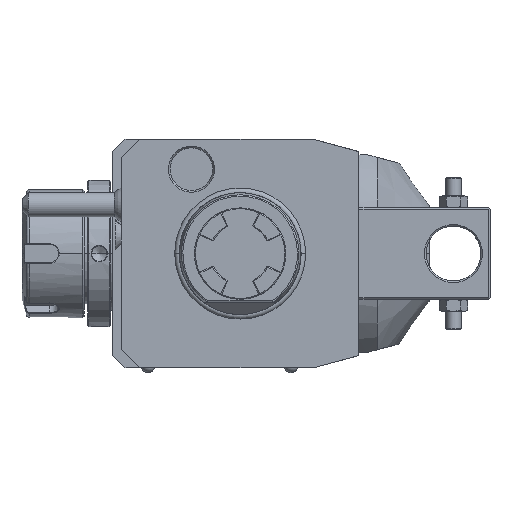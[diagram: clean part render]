
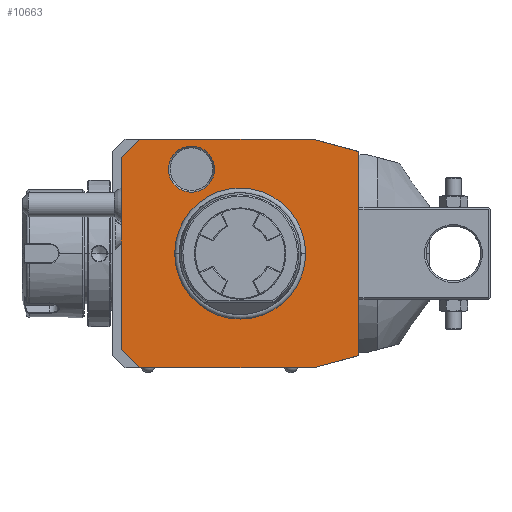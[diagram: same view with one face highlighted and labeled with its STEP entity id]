
A CAD part, front view. The second image highlights one B-rep face of the part: STEP entity #10663.
In plain terms, the highlighted planar face has unit normal (0, -1, 0).
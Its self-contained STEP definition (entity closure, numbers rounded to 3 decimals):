
#1=DIRECTION('',(-0.966,0.,0.259));
#2=VECTOR('',#1,15.529);
#3=CARTESIAN_POINT('',(39.,0.,33.481));
#4=LINE('',#3,#2);
#5=DIRECTION('',(0.,0.,1.));
#6=VECTOR('',#5,66.962);
#7=CARTESIAN_POINT('',(39.,0.,-33.481));
#8=LINE('',#7,#6);
#9=DIRECTION('',(0.966,0.,0.259));
#10=VECTOR('',#9,15.529);
#11=CARTESIAN_POINT('',(24.,0.,-37.5));
#12=LINE('',#11,#10);
#13=DIRECTION('',(1.,0.,0.));
#14=VECTOR('',#13,57.);
#15=CARTESIAN_POINT('',(-33.,0.,-37.5));
#16=LINE('',#15,#14);
#17=DIRECTION('',(0.707,0.,-0.707));
#18=VECTOR('',#17,8.485);
#19=CARTESIAN_POINT('',(-39.,0.,-31.5));
#20=LINE('',#19,#18);
#21=DIRECTION('',(0.,0.,-1.));
#22=VECTOR('',#21,63.);
#23=CARTESIAN_POINT('',(-39.,0.,31.5));
#24=LINE('',#23,#22);
#25=DIRECTION('',(-0.707,0.,-0.707));
#26=VECTOR('',#25,8.485);
#27=CARTESIAN_POINT('',(-33.,0.,37.5));
#28=LINE('',#27,#26);
#29=DIRECTION('',(-1.,0.,0.));
#30=VECTOR('',#29,57.);
#31=CARTESIAN_POINT('',(24.,0.,37.5));
#32=LINE('',#31,#30);
#33=CARTESIAN_POINT('',(-16.,0.,27.713));
#34=DIRECTION('',(0.,1.,0.));
#35=DIRECTION('',(1.,0.,0.));
#36=AXIS2_PLACEMENT_3D('',#33,#34,#35);
#38=CARTESIAN_POINT('',(-16.,0.,27.713));
#39=DIRECTION('',(0.,1.,0.));
#40=DIRECTION('',(-1.,0.,0.));
#41=AXIS2_PLACEMENT_3D('',#38,#39,#40);
#7498=CARTESIAN_POINT('',(0.,0.,0.));
#7499=DIRECTION('',(0.,1.,0.));
#7500=DIRECTION('',(-1.,0.,0.));
#7501=AXIS2_PLACEMENT_3D('',#7498,#7499,#7500);
#7503=CARTESIAN_POINT('',(0.,0.,0.));
#7504=DIRECTION('',(0.,1.,0.));
#7505=DIRECTION('',(1.,0.,0.));
#7506=AXIS2_PLACEMENT_3D('',#7503,#7504,#7505);
#9535=CARTESIAN_POINT('',(-8.423,0.,27.713));
#9536=CARTESIAN_POINT('',(-23.577,0.,27.713));
#9537=VERTEX_POINT('',#9535);
#9538=VERTEX_POINT('',#9536);
#10428=CARTESIAN_POINT('',(39.,0.,33.481));
#10429=CARTESIAN_POINT('',(24.,0.,37.5));
#10430=VERTEX_POINT('',#10428);
#10431=VERTEX_POINT('',#10429);
#10432=CARTESIAN_POINT('',(-33.,0.,37.5));
#10433=VERTEX_POINT('',#10432);
#10434=CARTESIAN_POINT('',(-39.,0.,31.5));
#10435=VERTEX_POINT('',#10434);
#10436=CARTESIAN_POINT('',(-39.,0.,-31.5));
#10437=VERTEX_POINT('',#10436);
#10438=CARTESIAN_POINT('',(-33.,0.,-37.5));
#10439=VERTEX_POINT('',#10438);
#10440=CARTESIAN_POINT('',(24.,0.,-37.5));
#10441=VERTEX_POINT('',#10440);
#10442=CARTESIAN_POINT('',(39.,0.,-33.481));
#10443=VERTEX_POINT('',#10442);
#10520=CARTESIAN_POINT('',(-21.137,0.,0.));
#10521=CARTESIAN_POINT('',(21.137,0.,0.));
#10522=VERTEX_POINT('',#10520);
#10523=VERTEX_POINT('',#10521);
#10628=CARTESIAN_POINT('',(0.,0.,0.));
#10629=DIRECTION('',(0.,-1.,0.));
#10630=DIRECTION('',(-1.,0.,0.));
#10631=AXIS2_PLACEMENT_3D('',#10628,#10629,#10630);
#10632=PLANE('',#10631);
#10634=ORIENTED_EDGE('',*,*,#10633,.F.);
#10636=ORIENTED_EDGE('',*,*,#10635,.F.);
#10638=ORIENTED_EDGE('',*,*,#10637,.F.);
#10640=ORIENTED_EDGE('',*,*,#10639,.F.);
#10642=ORIENTED_EDGE('',*,*,#10641,.F.);
#10644=ORIENTED_EDGE('',*,*,#10643,.F.);
#10646=ORIENTED_EDGE('',*,*,#10645,.F.);
#10648=ORIENTED_EDGE('',*,*,#10647,.F.);
#10649=EDGE_LOOP('',(#10634,#10636,#10638,#10640,#10642,#10644,#10646,#10648));
#10650=FACE_OUTER_BOUND('',#10649,.F.);
#10652=ORIENTED_EDGE('',*,*,#10651,.F.);
#10654=ORIENTED_EDGE('',*,*,#10653,.F.);
#10655=EDGE_LOOP('',(#10652,#10654));
#10656=FACE_BOUND('',#10655,.F.);
#10658=ORIENTED_EDGE('',*,*,#10657,.F.);
#10660=ORIENTED_EDGE('',*,*,#10659,.F.);
#10661=EDGE_LOOP('',(#10658,#10660));
#10662=FACE_BOUND('',#10661,.F.);
#37=CIRCLE('',#36,7.577);
#42=CIRCLE('',#41,7.577);
#7502=CIRCLE('',#7501,21.137);
#7507=CIRCLE('',#7506,21.137);
#10633=EDGE_CURVE('',#10430,#10431,#4,.T.);
#10635=EDGE_CURVE('',#10443,#10430,#8,.T.);
#10637=EDGE_CURVE('',#10441,#10443,#12,.T.);
#10639=EDGE_CURVE('',#10439,#10441,#16,.T.);
#10641=EDGE_CURVE('',#10437,#10439,#20,.T.);
#10643=EDGE_CURVE('',#10435,#10437,#24,.T.);
#10645=EDGE_CURVE('',#10433,#10435,#28,.T.);
#10647=EDGE_CURVE('',#10431,#10433,#32,.T.);
#10651=EDGE_CURVE('',#10522,#10523,#7502,.T.);
#10653=EDGE_CURVE('',#10523,#10522,#7507,.T.);
#10657=EDGE_CURVE('',#9537,#9538,#37,.T.);
#10659=EDGE_CURVE('',#9538,#9537,#42,.T.);
#10663=ADVANCED_FACE('',(#10650,#10656,#10662),#10632,.T.);
